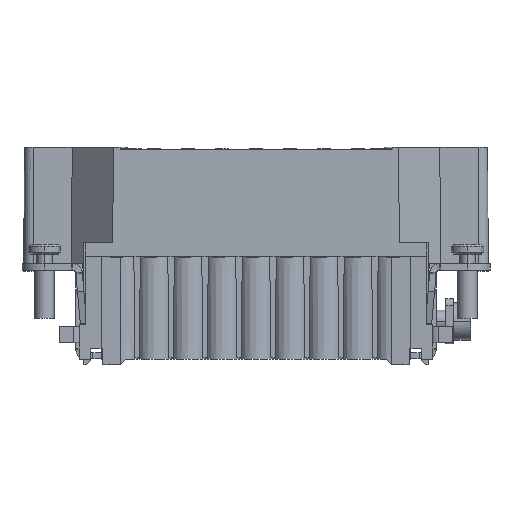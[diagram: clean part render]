
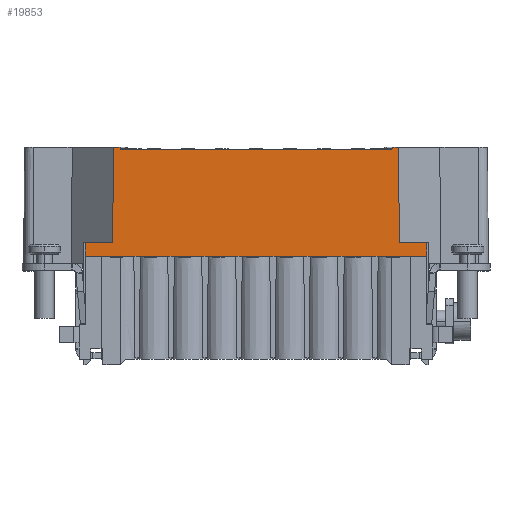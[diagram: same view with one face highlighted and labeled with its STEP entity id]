
A CAD part, front view. The second image highlights one B-rep face of the part: STEP entity #19853.
In plain terms, the highlighted planar face has unit normal (0, -1, 0.009).
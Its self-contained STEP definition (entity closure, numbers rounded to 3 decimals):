
#699=B_SPLINE_CURVE_WITH_KNOTS('',3,(#89216,#89217,#89218,#89219),
 .UNSPECIFIED.,.F.,.F.,(4,4),(0.,1.),.UNSPECIFIED.);
#3289=PLANE('',#58969);
#9802=LINE('',#89133,#16708);
#9803=LINE('',#89135,#16709);
#9804=LINE('',#89137,#16710);
#9805=LINE('',#89139,#16711);
#9806=LINE('',#89141,#16712);
#9807=LINE('',#89143,#16713);
#9808=LINE('',#89145,#16714);
#9809=LINE('',#89147,#16715);
#9810=LINE('',#89149,#16716);
#9811=LINE('',#89151,#16717);
#9812=LINE('',#89153,#16718);
#9813=LINE('',#89155,#16719);
#9814=LINE('',#89157,#16720);
#9815=LINE('',#89159,#16721);
#9816=LINE('',#89161,#16722);
#9817=LINE('',#89163,#16723);
#9818=LINE('',#89165,#16724);
#9820=LINE('',#89169,#16726);
#9822=LINE('',#89173,#16728);
#9823=LINE('',#89175,#16729);
#9825=LINE('',#89179,#16731);
#9828=LINE('',#89184,#16734);
#9830=LINE('',#89188,#16736);
#9832=LINE('',#89192,#16738);
#9834=LINE('',#89196,#16740);
#9868=LINE('',#89343,#16774);
#9974=LINE('',#89706,#16880);
#9976=LINE('',#89710,#16882);
#9977=LINE('',#89711,#16883);
#9978=LINE('',#89713,#16884);
#16708=VECTOR('',#72041,1.);
#16709=VECTOR('',#72044,1.);
#16710=VECTOR('',#72047,1.);
#16711=VECTOR('',#72050,1.);
#16712=VECTOR('',#72053,1.);
#16713=VECTOR('',#72056,1.);
#16714=VECTOR('',#72059,1.);
#16715=VECTOR('',#72062,1.);
#16716=VECTOR('',#72065,1.);
#16717=VECTOR('',#72068,1.);
#16718=VECTOR('',#72071,1.);
#16719=VECTOR('',#72074,1.);
#16720=VECTOR('',#72077,1.);
#16721=VECTOR('',#72080,1.);
#16722=VECTOR('',#72083,1.);
#16723=VECTOR('',#72086,1.);
#16724=VECTOR('',#72089,1.);
#16726=VECTOR('',#72093,1.);
#16728=VECTOR('',#72097,1.);
#16729=VECTOR('',#72100,1.);
#16731=VECTOR('',#72104,1.);
#16734=VECTOR('',#72109,1.);
#16736=VECTOR('',#72113,1.);
#16738=VECTOR('',#72117,1.);
#16740=VECTOR('',#72121,1.);
#16774=VECTOR('',#72225,1.);
#16880=VECTOR('',#72461,1.);
#16882=VECTOR('',#72465,1.);
#16883=VECTOR('',#72466,1.);
#16884=VECTOR('',#72467,1.);
#19853=ADVANCED_FACE('',(#22618),#3289,.T.);
#22618=FACE_OUTER_BOUND('',#25611,.T.);
#25611=EDGE_LOOP('',(#40606,#40607,#40608,#40609,#40610,#40611,#40612,#40613,
#40614,#40615,#40616,#40617,#40618,#40619,#40620,#40621,#40622,#40623,#40624,
#40625,#40626,#40627,#40628,#40629,#40630,#40631,#40632,#40633,#40634,#40635,
#40636));
#40606=ORIENTED_EDGE('',*,*,#54197,.T.);
#40607=ORIENTED_EDGE('',*,*,#54195,.F.);
#40608=ORIENTED_EDGE('',*,*,#54193,.F.);
#40609=ORIENTED_EDGE('',*,*,#54191,.F.);
#40610=ORIENTED_EDGE('',*,*,#54188,.F.);
#40611=ORIENTED_EDGE('',*,*,#54186,.F.);
#40612=ORIENTED_EDGE('',*,*,#54185,.T.);
#40613=ORIENTED_EDGE('',*,*,#54183,.T.);
#40614=ORIENTED_EDGE('',*,*,#54181,.F.);
#40615=ORIENTED_EDGE('',*,*,#54180,.T.);
#40616=ORIENTED_EDGE('',*,*,#54179,.F.);
#40617=ORIENTED_EDGE('',*,*,#54178,.T.);
#40618=ORIENTED_EDGE('',*,*,#54177,.F.);
#40619=ORIENTED_EDGE('',*,*,#54176,.T.);
#40620=ORIENTED_EDGE('',*,*,#54175,.F.);
#40621=ORIENTED_EDGE('',*,*,#54174,.T.);
#40622=ORIENTED_EDGE('',*,*,#54173,.F.);
#40623=ORIENTED_EDGE('',*,*,#54172,.T.);
#40624=ORIENTED_EDGE('',*,*,#54171,.F.);
#40625=ORIENTED_EDGE('',*,*,#54170,.T.);
#40626=ORIENTED_EDGE('',*,*,#54169,.F.);
#40627=ORIENTED_EDGE('',*,*,#54168,.T.);
#40628=ORIENTED_EDGE('',*,*,#54167,.F.);
#40629=ORIENTED_EDGE('',*,*,#54166,.T.);
#40630=ORIENTED_EDGE('',*,*,#54165,.F.);
#40631=ORIENTED_EDGE('',*,*,#54254,.T.);
#40632=ORIENTED_EDGE('',*,*,#54388,.F.);
#40633=ORIENTED_EDGE('',*,*,#54386,.F.);
#40634=ORIENTED_EDGE('',*,*,#54389,.T.);
#40635=ORIENTED_EDGE('',*,*,#54390,.F.);
#40636=ORIENTED_EDGE('',*,*,#54203,.T.);
#45598=VERTEX_POINT('',#85611);
#45602=VERTEX_POINT('',#85623);
#45641=VERTEX_POINT('',#85780);
#45645=VERTEX_POINT('',#85792);
#45657=VERTEX_POINT('',#85841);
#45661=VERTEX_POINT('',#85853);
#45706=VERTEX_POINT('',#86034);
#45710=VERTEX_POINT('',#86046);
#45755=VERTEX_POINT('',#86227);
#45759=VERTEX_POINT('',#86239);
#45775=VERTEX_POINT('',#86304);
#45779=VERTEX_POINT('',#86316);
#45841=VERTEX_POINT('',#86565);
#45845=VERTEX_POINT('',#86577);
#45878=VERTEX_POINT('',#86710);
#45882=VERTEX_POINT('',#86722);
#45905=VERTEX_POINT('',#86807);
#46215=VERTEX_POINT('',#88077);
#46514=VERTEX_POINT('',#89168);
#46515=VERTEX_POINT('',#89172);
#46516=VERTEX_POINT('',#89176);
#46517=VERTEX_POINT('',#89180);
#46518=VERTEX_POINT('',#89185);
#46519=VERTEX_POINT('',#89189);
#46520=VERTEX_POINT('',#89193);
#46521=VERTEX_POINT('',#89197);
#46524=VERTEX_POINT('',#89209);
#46560=VERTEX_POINT('',#89342);
#46637=VERTEX_POINT('',#89705);
#46638=VERTEX_POINT('',#89707);
#46639=VERTEX_POINT('',#89712);
#54165=EDGE_CURVE('',#46215,#45598,#9802,.T.);
#54166=EDGE_CURVE('',#45602,#45598,#9803,.T.);
#54167=EDGE_CURVE('',#45602,#45641,#9804,.T.);
#54168=EDGE_CURVE('',#45645,#45641,#9805,.T.);
#54169=EDGE_CURVE('',#45645,#45657,#9806,.T.);
#54170=EDGE_CURVE('',#45661,#45657,#9807,.T.);
#54171=EDGE_CURVE('',#45661,#45706,#9808,.T.);
#54172=EDGE_CURVE('',#45710,#45706,#9809,.T.);
#54173=EDGE_CURVE('',#45710,#45755,#9810,.T.);
#54174=EDGE_CURVE('',#45759,#45755,#9811,.T.);
#54175=EDGE_CURVE('',#45759,#45775,#9812,.T.);
#54176=EDGE_CURVE('',#45779,#45775,#9813,.T.);
#54177=EDGE_CURVE('',#45779,#45841,#9814,.T.);
#54178=EDGE_CURVE('',#45845,#45841,#9815,.T.);
#54179=EDGE_CURVE('',#45845,#45878,#9816,.T.);
#54180=EDGE_CURVE('',#45882,#45878,#9817,.T.);
#54181=EDGE_CURVE('',#45882,#45905,#9818,.T.);
#54183=EDGE_CURVE('',#46514,#45905,#9820,.T.);
#54185=EDGE_CURVE('',#46515,#46514,#9822,.T.);
#54186=EDGE_CURVE('',#46515,#46516,#9823,.T.);
#54188=EDGE_CURVE('',#46516,#46517,#9825,.T.);
#54191=EDGE_CURVE('',#46517,#46518,#9828,.T.);
#54193=EDGE_CURVE('',#46518,#46519,#9830,.T.);
#54195=EDGE_CURVE('',#46519,#46520,#9832,.T.);
#54197=EDGE_CURVE('',#46521,#46520,#9834,.T.);
#54203=EDGE_CURVE('',#46524,#46521,#699,.T.);
#54254=EDGE_CURVE('',#46215,#46560,#9868,.T.);
#54386=EDGE_CURVE('',#46637,#46638,#9974,.T.);
#54388=EDGE_CURVE('',#46638,#46560,#9976,.T.);
#54389=EDGE_CURVE('',#46637,#46639,#9977,.T.);
#54390=EDGE_CURVE('',#46524,#46639,#9978,.T.);
#58969=AXIS2_PLACEMENT_3D('',#89714,#72468,#72469);
#72041=DIRECTION('',(-1.,0.,0.));
#72044=DIRECTION('',(1.,0.,0.));
#72047=DIRECTION('',(-1.,0.,0.));
#72050=DIRECTION('',(1.,0.,0.));
#72053=DIRECTION('',(-1.,0.,0.));
#72056=DIRECTION('',(1.,0.,0.));
#72059=DIRECTION('',(-1.,0.,0.));
#72062=DIRECTION('',(1.,0.,0.));
#72065=DIRECTION('',(-1.,0.,0.));
#72068=DIRECTION('',(1.,0.,0.));
#72071=DIRECTION('',(-1.,0.,0.));
#72074=DIRECTION('',(1.,0.,0.));
#72077=DIRECTION('',(-1.,0.,0.));
#72080=DIRECTION('',(1.,0.,0.));
#72083=DIRECTION('',(-1.,0.,0.));
#72086=DIRECTION('',(1.,0.,0.));
#72089=DIRECTION('',(-1.,0.,0.));
#72093=DIRECTION('',(1.,0.,0.));
#72097=DIRECTION('',(0.,-0.009,-1.));
#72100=DIRECTION('',(1.,0.,0.));
#72104=DIRECTION('',(0.004,0.009,1.));
#72109=DIRECTION('',(1.,0.,0.));
#72113=DIRECTION('',(0.,-0.009,-1.));
#72117=DIRECTION('',(1.,0.,0.));
#72121=DIRECTION('',(0.,-0.009,-1.));
#72225=DIRECTION('',(1.,0.,0.));
#72461=DIRECTION('',(1.,0.,0.));
#72465=DIRECTION('',(0.,-0.009,-1.));
#72466=DIRECTION('',(-0.004,0.009,1.));
#72467=DIRECTION('',(1.,0.,0.));
#72468=DIRECTION('',(0.,-1.,0.009));
#72469=DIRECTION('',(1.,0.,0.));
#85611=CARTESIAN_POINT('',(19.05,-11.4,-17.05));
#85623=CARTESIAN_POINT('',(18.05,-11.4,-17.05));
#85780=CARTESIAN_POINT('',(13.75,-11.4,-17.05));
#85792=CARTESIAN_POINT('',(12.75,-11.4,-17.05));
#85841=CARTESIAN_POINT('',(8.45,-11.4,-17.05));
#85853=CARTESIAN_POINT('',(7.45,-11.4,-17.05));
#86034=CARTESIAN_POINT('',(3.15,-11.4,-17.05));
#86046=CARTESIAN_POINT('',(2.15,-11.4,-17.05));
#86227=CARTESIAN_POINT('',(-2.15,-11.4,-17.05));
#86239=CARTESIAN_POINT('',(-3.15,-11.4,-17.05));
#86304=CARTESIAN_POINT('',(-7.45,-11.4,-17.05));
#86316=CARTESIAN_POINT('',(-8.45,-11.4,-17.05));
#86565=CARTESIAN_POINT('',(-12.75,-11.4,-17.05));
#86577=CARTESIAN_POINT('',(-13.75,-11.4,-17.05));
#86710=CARTESIAN_POINT('',(-18.05,-11.4,-17.05));
#86722=CARTESIAN_POINT('',(-19.05,-11.4,-17.05));
#86807=CARTESIAN_POINT('',(-24.05,-11.4,-17.05));
#88077=CARTESIAN_POINT('',(24.05,-11.4,-17.05));
#89133=CARTESIAN_POINT('',(24.05,-11.4,-17.05));
#89135=CARTESIAN_POINT('',(18.05,-11.4,-17.05));
#89137=CARTESIAN_POINT('',(18.05,-11.4,-17.05));
#89139=CARTESIAN_POINT('',(12.75,-11.4,-17.05));
#89141=CARTESIAN_POINT('',(12.75,-11.4,-17.05));
#89143=CARTESIAN_POINT('',(7.45,-11.4,-17.05));
#89145=CARTESIAN_POINT('',(7.45,-11.4,-17.05));
#89147=CARTESIAN_POINT('',(2.15,-11.4,-17.05));
#89149=CARTESIAN_POINT('',(2.15,-11.4,-17.05));
#89151=CARTESIAN_POINT('',(-3.15,-11.4,-17.05));
#89153=CARTESIAN_POINT('',(-3.15,-11.4,-17.05));
#89155=CARTESIAN_POINT('',(-8.45,-11.4,-17.05));
#89157=CARTESIAN_POINT('',(-8.45,-11.4,-17.05));
#89159=CARTESIAN_POINT('',(-13.75,-11.4,-17.05));
#89161=CARTESIAN_POINT('',(-13.75,-11.4,-17.05));
#89163=CARTESIAN_POINT('',(-19.05,-11.4,-17.05));
#89165=CARTESIAN_POINT('',(-19.05,-11.4,-17.05));
#89168=CARTESIAN_POINT('',(-26.6,-11.4,-17.05));
#89169=CARTESIAN_POINT('',(-26.6,-11.4,-17.05));
#89172=CARTESIAN_POINT('',(-26.6,-11.381,-14.9));
#89173=CARTESIAN_POINT('',(-26.6,-11.381,-14.9));
#89175=CARTESIAN_POINT('',(-26.6,-11.381,-14.9));
#89176=CARTESIAN_POINT('',(-22.328,-11.381,-14.9));
#89179=CARTESIAN_POINT('',(-22.328,-11.381,-14.9));
#89180=CARTESIAN_POINT('',(-22.274,-11.251,0.));
#89184=CARTESIAN_POINT('',(-22.274,-11.251,0.));
#89185=CARTESIAN_POINT('',(-21.2,-11.251,0.));
#89188=CARTESIAN_POINT('',(-21.2,-11.251,0.));
#89189=CARTESIAN_POINT('',(-21.2,-11.255,-0.4));
#89192=CARTESIAN_POINT('',(-21.2,-11.255,-0.4));
#89193=CARTESIAN_POINT('',(21.2,-11.255,-0.4));
#89196=CARTESIAN_POINT('',(21.2,-11.254,-0.3));
#89197=CARTESIAN_POINT('',(21.2,-11.254,-0.3));
#89209=CARTESIAN_POINT('',(21.5,-11.251,0.));
#89216=CARTESIAN_POINT('',(21.5,-11.251,0.));
#89217=CARTESIAN_POINT('',(21.335,-11.251,0.));
#89218=CARTESIAN_POINT('',(21.2,-11.252,-0.134));
#89219=CARTESIAN_POINT('',(21.2,-11.254,-0.3));
#89342=CARTESIAN_POINT('',(26.6,-11.4,-17.05));
#89343=CARTESIAN_POINT('',(24.05,-11.4,-17.05));
#89705=CARTESIAN_POINT('',(22.328,-11.381,-14.9));
#89706=CARTESIAN_POINT('',(22.328,-11.381,-14.9));
#89707=CARTESIAN_POINT('',(26.6,-11.381,-14.9));
#89710=CARTESIAN_POINT('',(26.6,-11.381,-14.9));
#89711=CARTESIAN_POINT('',(22.328,-11.381,-14.9));
#89712=CARTESIAN_POINT('',(22.274,-11.251,0.));
#89713=CARTESIAN_POINT('',(21.5,-11.251,0.));
#89714=CARTESIAN_POINT('',(-27.6,-11.4,-17.05));
